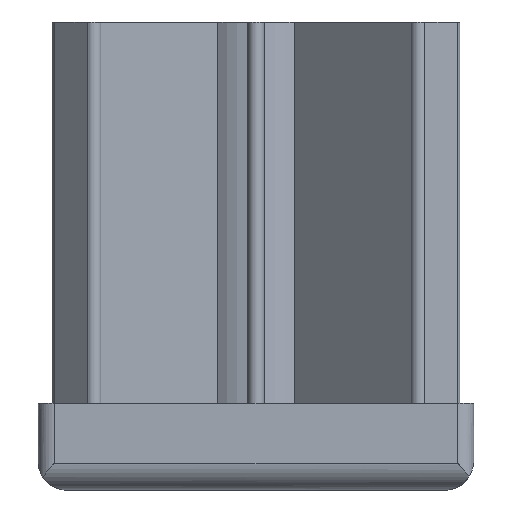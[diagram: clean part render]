
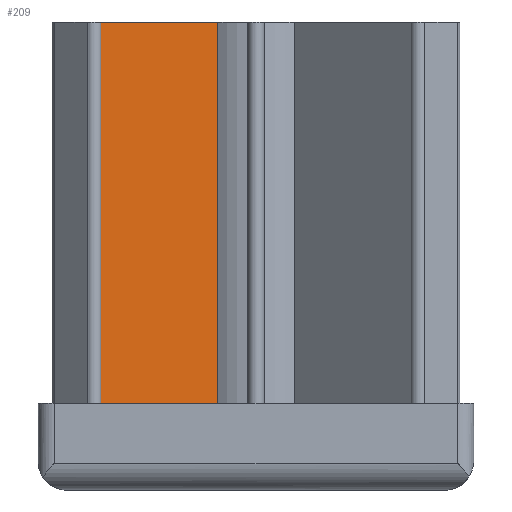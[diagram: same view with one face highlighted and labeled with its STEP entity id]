
A CAD part, front view. The second image highlights one B-rep face of the part: STEP entity #209.
In plain terms, the highlighted planar face has unit normal (0.707, -0.707, 0).
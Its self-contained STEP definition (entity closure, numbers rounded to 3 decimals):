
#209 = ADVANCED_FACE( '', ( #425 ), #426, .F. );
#425 = FACE_OUTER_BOUND( '', #640, .T. );
#426 = PLANE( '', #641 );
#640 = EDGE_LOOP( '', ( #1240, #1241, #1242, #1243 ) );
#641 = AXIS2_PLACEMENT_3D( '', #1244, #1245, #1246 );
#1240 = ORIENTED_EDGE( '', *, *, #1527, .T. );
#1241 = ORIENTED_EDGE( '', *, *, #1424, .T. );
#1242 = ORIENTED_EDGE( '', *, *, #1329, .F. );
#1243 = ORIENTED_EDGE( '', *, *, #1497, .F. );
#1244 = CARTESIAN_POINT( '', ( -15.409, -16.47, 43. ) );
#1245 = DIRECTION( '', ( -0.707, 0.707, 0. ) );
#1246 = DIRECTION( '', ( -0.707, -0.707, 0. ) );
#1329 = EDGE_CURVE( '', #1601, #1602, #1603, .T. );
#1424 = EDGE_CURVE( '', #1764, #1602, #1765, .T. );
#1497 = EDGE_CURVE( '', #1865, #1601, #1867, .T. );
#1527 = EDGE_CURVE( '', #1865, #1764, #1903, .T. );
#1601 = VERTEX_POINT( '', #2028 );
#1602 = VERTEX_POINT( '', #2029 );
#1603 = LINE( '', #2030, #2031 );
#1764 = VERTEX_POINT( '', #2289 );
#1765 = LINE( '', #2290, #2291 );
#1865 = VERTEX_POINT( '', #2436 );
#1867 = LINE( '', #2439, #2440 );
#1903 = LINE( '', #2512, #2513 );
#2028 = CARTESIAN_POINT( '', ( -3.501, -4.561, 43. ) );
#2029 = CARTESIAN_POINT( '', ( -3.501, -4.561, 8. ) );
#2030 = CARTESIAN_POINT( '', ( -3.501, -4.561, 43. ) );
#2031 = VECTOR( '', #2579, 1000. );
#2289 = CARTESIAN_POINT( '', ( -15.409, -16.47, 8. ) );
#2290 = CARTESIAN_POINT( '', ( -15.409, -16.47, 8. ) );
#2291 = VECTOR( '', #2716, 1000. );
#2436 = CARTESIAN_POINT( '', ( -15.409, -16.47, 43. ) );
#2439 = CARTESIAN_POINT( '', ( -15.409, -16.47, 43. ) );
#2440 = VECTOR( '', #2790, 1000. );
#2512 = CARTESIAN_POINT( '', ( -15.409, -16.47, 43. ) );
#2513 = VECTOR( '', #2823, 1000. );
#2579 = DIRECTION( '', ( 0., 0., -1. ) );
#2716 = DIRECTION( '', ( 0.707, 0.707, 0. ) );
#2790 = DIRECTION( '', ( 0.707, 0.707, 0. ) );
#2823 = DIRECTION( '', ( 0., 0., -1. ) );
